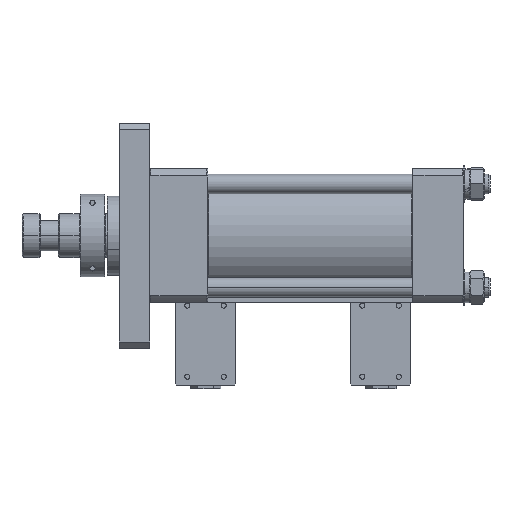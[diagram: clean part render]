
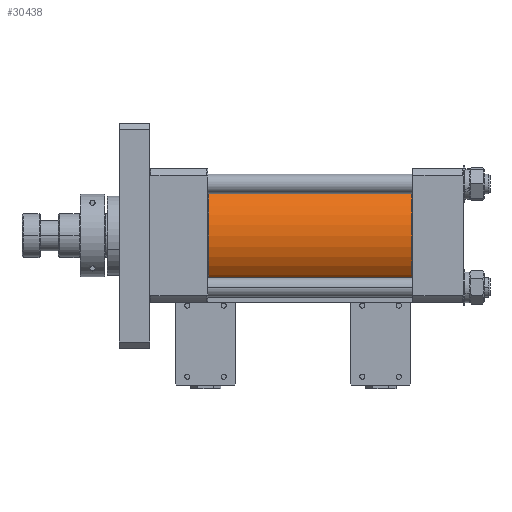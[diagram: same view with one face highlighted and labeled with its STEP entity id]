
A CAD part, front view. The second image highlights one B-rep face of the part: STEP entity #30438.
In plain terms, the highlighted cylindrical face has radius 50 mm (diameter 100 mm), a partial arc.
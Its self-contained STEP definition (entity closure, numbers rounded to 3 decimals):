
#6461 = CARTESIAN_POINT ( 'NONE',  ( -0.5, 0., 50. ) ) ;
#6474 = DIRECTION ( 'NONE',  ( 1., 0., 0. ) ) ;
#6475 = VECTOR ( 'NONE', #6474, 1000. ) ;
#6476 = CARTESIAN_POINT ( 'NONE',  ( 0., 0., 50. ) ) ;
#6477 = LINE ( 'NONE', #6476, #6475 ) ;
#6498 = DIRECTION ( 'NONE',  ( 0., 0., -1. ) ) ;
#6499 = DIRECTION ( 'NONE',  ( 1., 0., 0. ) ) ;
#6500 = CARTESIAN_POINT ( 'NONE',  ( -0.5, 0., 0. ) ) ;
#6501 = AXIS2_PLACEMENT_3D ( 'NONE', #6500, #6499, #6498 ) ;
#6506 = CIRCLE ( 'NONE', #6501, 50. ) ;
#6540 = CARTESIAN_POINT ( 'NONE',  ( -167.5, 0., -50. ) ) ;
#6547 = DIRECTION ( 'NONE',  ( 1., 0., 0. ) ) ;
#6548 = VECTOR ( 'NONE', #6547, 1000. ) ;
#6549 = CARTESIAN_POINT ( 'NONE',  ( 0., 0., -50. ) ) ;
#6550 = LINE ( 'NONE', #6549, #6548 ) ;
#6551 = CARTESIAN_POINT ( 'NONE',  ( -167.5, 0., 50. ) ) ;
#6692 = CARTESIAN_POINT ( 'NONE',  ( -0.5, 0., -50. ) ) ;
#6708 = DIRECTION ( 'NONE',  ( 0., 0., -1. ) ) ;
#6709 = DIRECTION ( 'NONE',  ( 1., 0., 0. ) ) ;
#6710 = CARTESIAN_POINT ( 'NONE',  ( -167.5, 0., 0. ) ) ;
#6711 = AXIS2_PLACEMENT_3D ( 'NONE', #6710, #6709, #6708 ) ;
#6712 = CIRCLE ( 'NONE', #6711, 50. ) ;
#6729 = FACE_OUTER_BOUND ( 'NONE', #30437, .T. ) ;
#7001 = DIRECTION ( 'NONE',  ( 0., 0., -1. ) ) ;
#7003 = DIRECTION ( 'NONE',  ( 1., 0., 0. ) ) ;
#7005 = CARTESIAN_POINT ( 'NONE',  ( 0., 0., 0. ) ) ;
#7006 = AXIS2_PLACEMENT_3D ( 'NONE', #7005, #7003, #7001 ) ;
#7007 = CYLINDRICAL_SURFACE ( 'NONE', #7006, 50. ) ;
#30291 = EDGE_CURVE ( 'NONE', #30313, #30300, #6477, .T. ) ;
#30300 = VERTEX_POINT ( 'NONE', #6461 ) ;
#30308 = EDGE_CURVE ( '����2', #30300, #30339, #6506, .T. ) ;
#30313 = VERTEX_POINT ( 'NONE', #6551 ) ;
#30316 = EDGE_CURVE ( 'NONE', #30319, #30339, #6550, .T. ) ;
#30319 = VERTEX_POINT ( 'NONE', #6540 ) ;
#30339 = VERTEX_POINT ( 'NONE', #6692 ) ;
#30359 = ORIENTED_EDGE ( 'NONE', *, *, #30291, .F. ) ;
#30364 = ORIENTED_EDGE ( 'NONE', *, *, #30316, .T. ) ;
#30393 = EDGE_CURVE ( '����3', #30313, #30319, #6712, .T. ) ;
#30435 = ORIENTED_EDGE ( 'NONE', *, *, #30308, .F. ) ;
#30436 = ORIENTED_EDGE ( 'NONE', *, *, #30393, .T. ) ;
#30437 = EDGE_LOOP ( 'NONE', ( #30359, #30436, #30364, #30435 ) ) ;
#30438 = ADVANCED_FACE ( '��1', ( #6729 ), #7007, .T. ) ;
